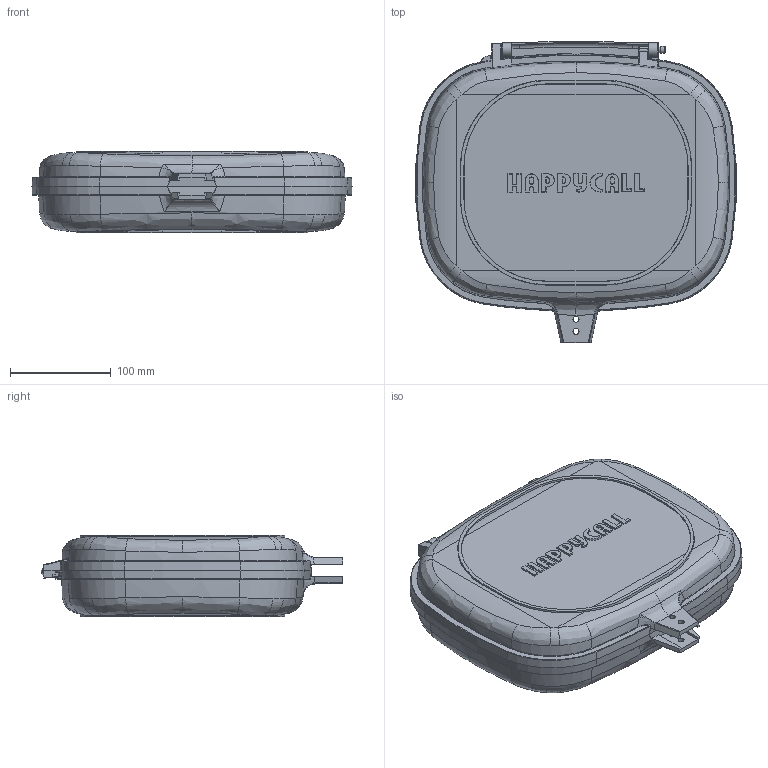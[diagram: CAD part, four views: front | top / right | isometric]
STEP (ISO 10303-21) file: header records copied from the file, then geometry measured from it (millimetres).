
FILE_DESCRIPTION((''),'2;1');
FILE_NAME('ALL_ASM','2019-01-18T',('Administrator'),(''),'PRO/ENGINEER BY PARAMETRIC TECHNOLOGY CORPORATION, 2010370','PRO/ENGINEER BY PARAMETRIC TECHNOLOGY CORPORATION, 2010370','');
FILE_SCHEMA(('CONFIG_CONTROL_DESIGN'));
Length unit declared in the file: millimetre
Products named in the file (3): GUO-A; GUO-B; ALL_ASM
Assembly tree (2 placements, depth 2):
  ALL_ASM
    GUO-A
    GUO-B
Bounding box: 318.36 x 299.71 x 81.4 mm (x, y, z)
Volume: 472099 mm3; surface area: 429876.4 mm2
Topology: 2 solids, 2 shells, 960 faces, 2435 edges, 1512 vertices
Faces by surface type: plane 276, bspline 267, cone 173, cylinder 169, torus 70, sphere 5
Entity records: 44195 total; most frequent: CARTESIAN_POINT 22673, ORIENTED_EDGE 4870, DIRECTION 4009, EDGE_CURVE 2435, VERTEX_POINT 1512, AXIS2_PLACEMENT_3D 1510, EDGE_LOOP 1005, VECTOR 989
